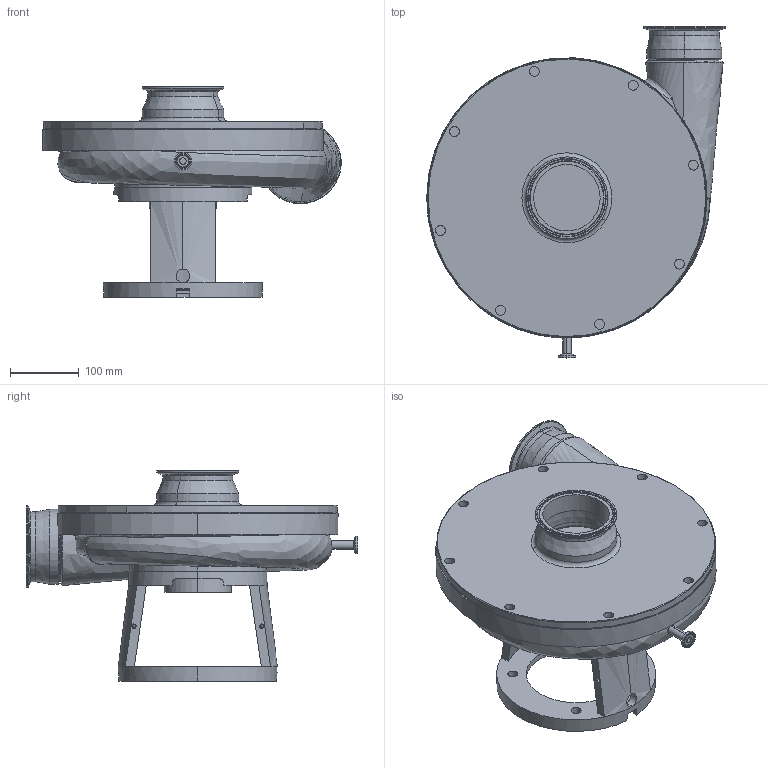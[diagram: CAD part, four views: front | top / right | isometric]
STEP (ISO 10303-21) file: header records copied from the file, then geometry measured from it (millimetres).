
FILE_DESCRIPTION (( 'STEP AP214' ), '1' );
FILE_NAME ('FPR 1161 250TC VERT 1-2 IN STR DRAIN.STEP', '2023-04-28T17:39:59', ( '' ), ( '' ), 'SwSTEP 2.0', 'SolidWorks 2023', '' );
FILE_SCHEMA (( 'AUTOMOTIVE_DESIGN' ));
Length unit declared in the file: millimetre
Products named in the file (1): FPR 1161 250TC VERT 1-2 IN  STR DRAIN
Bounding box: 434.45 x 483 x 306 mm (x, y, z)
Volume: 11571758.4 mm3; surface area: 718410.1 mm2
Topology: 1 solids, 1 shells, 505 faces, 1241 edges, 772 vertices
Faces by surface type: cylinder 143, plane 137, bspline 105, torus 72, cone 44, sphere 4
Entity records: 26996 total; most frequent: CARTESIAN_POINT 15620, ORIENTED_EDGE 2448, DIRECTION 2192, EDGE_CURVE 1224, AXIS2_PLACEMENT_3D 853, VERTEX_POINT 769, EDGE_LOOP 577, FACE_OUTER_BOUND 505
